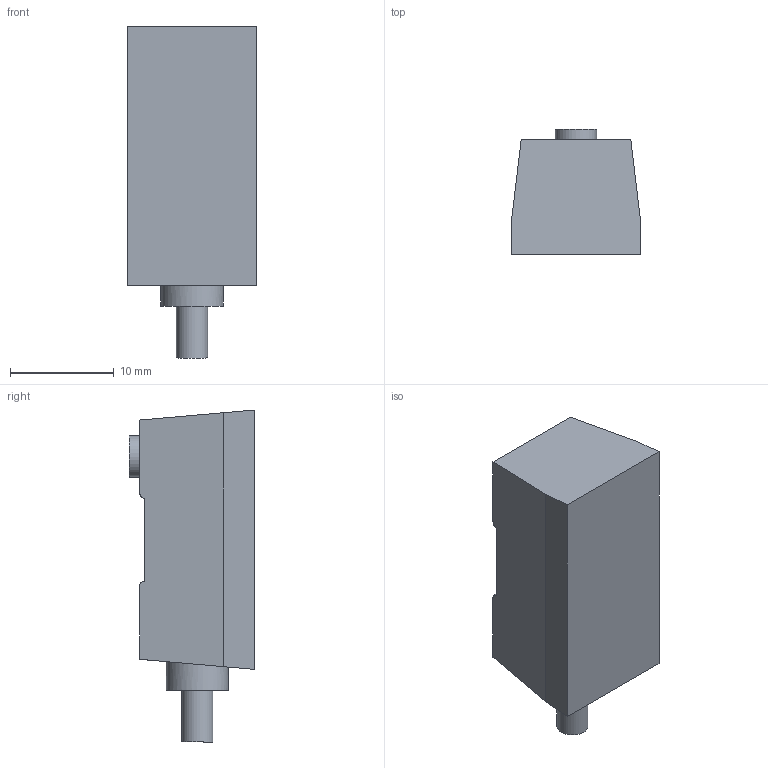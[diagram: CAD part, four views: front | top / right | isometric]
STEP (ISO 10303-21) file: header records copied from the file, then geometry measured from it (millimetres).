
FILE_DESCRIPTION(/* description */ ('STEP AP203'),/* implementation_level */ '2;1');
FILE_NAME(/* name */ 'HX-21-D-QD8',/* time_stamp */ '2024-05-13T13:33:08+02:00',/* author */ ('License CC BY-ND 4.0'),/* organization */ ('CADENAS'),/* preprocessor_version */ 'ST-DEVELOPER v19.3',/* originating_system */ 'PARTsolutions',/* authorisation */ ' ');
FILE_SCHEMA (('CONFIG_CONTROL_DESIGN'));
Length unit declared in the file: millimetre
Products named in the file (1): HX-21-D-QD8
Bounding box: 12.5 x 12.1 x 32 mm (x, y, z)
Volume: 3223.5 mm3; surface area: 1460.1 mm2
Topology: 1 solids, 1 shells, 18 faces, 40 edges, 27 vertices
Faces by surface type: plane 13, cylinder 5
Full cylindrical faces by diameter (mm): 3 x1, 4 x1, 6 x1
Entity records: 508 total; most frequent: DIRECTION 84, CARTESIAN_POINT 81, ORIENTED_EDGE 72, EDGE_CURVE 36, AXIS2_PLACEMENT_3D 29, VERTEX_POINT 26, LINE 26, VECTOR 26
